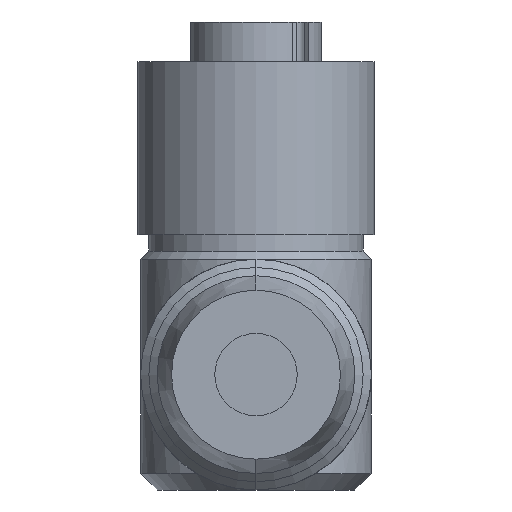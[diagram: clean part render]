
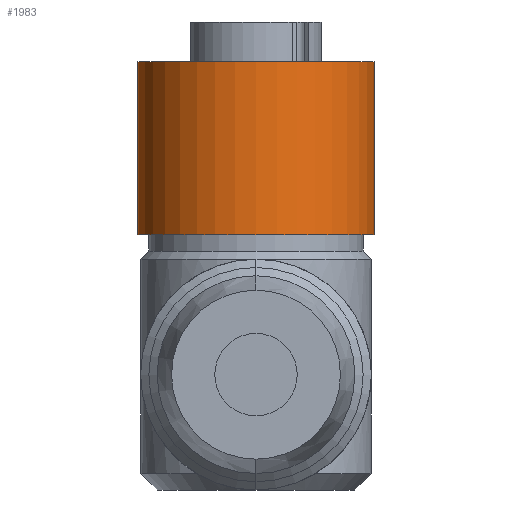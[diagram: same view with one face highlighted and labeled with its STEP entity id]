
A CAD part, left-side view. The second image highlights one B-rep face of the part: STEP entity #1983.
In plain terms, the highlighted cylindrical face has radius 7.2 mm (diameter 14.4 mm), a partial arc.
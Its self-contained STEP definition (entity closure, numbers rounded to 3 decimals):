
#2 = DIRECTION ( 'NONE',  ( 0., 0., -1. ) ) ;
#30 = EDGE_CURVE ( 'NONE', #210, #1234, #1612, .T. ) ;
#42 = DIRECTION ( 'NONE',  ( 0., 0., -1. ) ) ;
#210 = VERTEX_POINT ( 'NONE', #412 ) ;
#227 = DIRECTION ( 'NONE',  ( 0., 0., -1. ) ) ;
#244 = EDGE_CURVE ( 'NONE', #210, #2361, #1238, .T. ) ;
#248 = ORIENTED_EDGE ( 'NONE', *, *, #244, .F. ) ;
#258 = CARTESIAN_POINT ( 'NONE',  ( 0., -4.8, -102.9 ) ) ;
#362 = CYLINDRICAL_SURFACE ( 'NONE', #1002, 7.2 ) ;
#412 = CARTESIAN_POINT ( 'NONE',  ( 0., -19.2, -92.4 ) ) ;
#420 = ORIENTED_EDGE ( 'NONE', *, *, #423, .F. ) ;
#423 = EDGE_CURVE ( 'NONE', #2361, #2087, #505, .T. ) ;
#455 = CARTESIAN_POINT ( 'NONE',  ( 0., -4.8, -102.9 ) ) ;
#505 = CIRCLE ( 'NONE', #1162, 7.2 ) ;
#765 = ORIENTED_EDGE ( 'NONE', *, *, #30, .T. ) ;
#793 = DIRECTION ( 'NONE',  ( 0., 1., 0. ) ) ;
#853 = VECTOR ( 'NONE', #227, 1000. ) ;
#1002 = AXIS2_PLACEMENT_3D ( 'NONE', #1781, #2, #793 ) ;
#1031 = DIRECTION ( 'NONE',  ( 0., 0., -1. ) ) ;
#1034 = CARTESIAN_POINT ( 'NONE',  ( 0., -12., -102.9 ) ) ;
#1162 = AXIS2_PLACEMENT_3D ( 'NONE', #1034, #42, #1645 ) ;
#1223 = DIRECTION ( 'NONE',  ( -1., 0., 0. ) ) ;
#1234 = VERTEX_POINT ( 'NONE', #1423 ) ;
#1238 = LINE ( 'NONE', #2024, #1285 ) ;
#1285 = VECTOR ( 'NONE', #1031, 1000. ) ;
#1423 = CARTESIAN_POINT ( 'NONE',  ( 0., -4.8, -92.4 ) ) ;
#1612 = CIRCLE ( 'NONE', #2513, 7.2 ) ;
#1645 = DIRECTION ( 'NONE',  ( -1., 0., 0. ) ) ;
#1781 = CARTESIAN_POINT ( 'NONE',  ( 0., -12., -102.9 ) ) ;
#1943 = EDGE_LOOP ( 'NONE', ( #248, #765, #2023, #420 ) ) ;
#1983 = ADVANCED_FACE ( 'NONE', ( #2541 ), #362, .T. ) ;
#2023 = ORIENTED_EDGE ( 'NONE', *, *, #2061, .T. ) ;
#2024 = CARTESIAN_POINT ( 'NONE',  ( 0., -19.2, -102.9 ) ) ;
#2028 = DIRECTION ( 'NONE',  ( 0., 0., -1. ) ) ;
#2061 = EDGE_CURVE ( 'NONE', #1234, #2087, #2403, .T. ) ;
#2087 = VERTEX_POINT ( 'NONE', #258 ) ;
#2198 = CARTESIAN_POINT ( 'NONE',  ( 0., -12., -92.4 ) ) ;
#2361 = VERTEX_POINT ( 'NONE', #2485 ) ;
#2403 = LINE ( 'NONE', #455, #853 ) ;
#2485 = CARTESIAN_POINT ( 'NONE',  ( 0., -19.2, -102.9 ) ) ;
#2513 = AXIS2_PLACEMENT_3D ( 'NONE', #2198, #2028, #1223 ) ;
#2541 = FACE_OUTER_BOUND ( 'NONE', #1943, .T. ) ;
